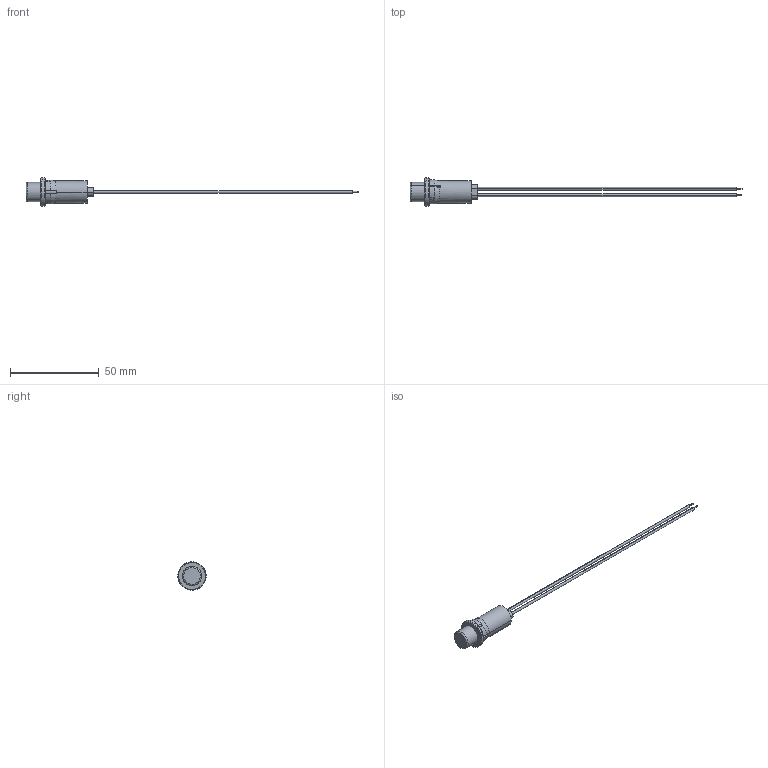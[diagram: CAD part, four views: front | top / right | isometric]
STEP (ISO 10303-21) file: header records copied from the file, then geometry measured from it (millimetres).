
FILE_DESCRIPTION (( 'STEP AP214' ), '1' );
FILE_NAME ('32R-25.STEP', '2019-05-14T21:24:30', ( 'user' ), ( 'Microsoft' ), 'SwSTEP 2.0', 'SolidWorks 2018', '' );
FILE_SCHEMA (( 'AUTOMOTIVE_DESIGN' ));
Length unit declared in the file: foot
Products named in the file (5): 32R-25; 91016402xx; -941-097-XXX; 92000110XX - P102145 Rev M; _20 AWG Solid Wire_06"
Assembly tree (5 placements, depth 2):
  32R-25
    91016402xx
    -941-097-XXX
    92000110XX - P102145 Rev M
    _20 AWG Solid Wire_06"  x2
Bounding box: 186.72 x 15.96 x 15.96 mm (x, y, z)
Volume: 2299.4 mm3; surface area: 5669.1 mm2
Topology: 6 solids, 6 shells, 265 faces, 700 edges, 459 vertices
Faces by surface type: cylinder 117, plane 75, cone 50, torus 21, sphere 2
Entity records: 10236 total; most frequent: CARTESIAN_POINT 3658, ORIENTED_EDGE 1364, DIRECTION 1252, EDGE_CURVE 682, AXIS2_PLACEMENT_3D 515, VERTEX_POINT 447, EDGE_LOOP 271, ADVANCED_FACE 255
